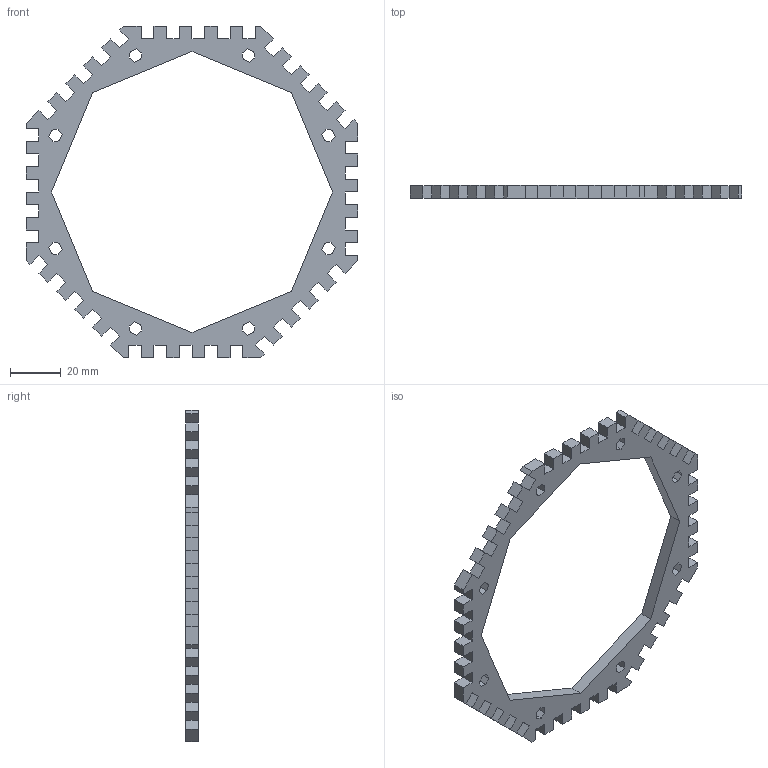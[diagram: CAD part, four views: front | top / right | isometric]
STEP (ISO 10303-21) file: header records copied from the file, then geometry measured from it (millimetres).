
FILE_DESCRIPTION (( 'STEP AP214' ), '1' );
FILE_NAME ('Top Octagonal Wall 10-6.STEP', '2016-10-06T17:03:24', ( '' ), ( '' ), 'SwSTEP 2.0', 'SolidWorks 2015', '' );
FILE_SCHEMA (( 'AUTOMOTIVE_DESIGN' ));
Length unit declared in the file: millimetre
Products named in the file (1): Top Octagonal Wall 10-6
Bounding box: 130.71 x 5 x 130.71 mm (x, y, z)
Volume: 21718.8 mm3; surface area: 15177.9 mm2
Topology: 1 solids, 1 shells, 226 faces, 672 edges, 448 vertices
Faces by surface type: plane 226
Entity records: 7486 total; most frequent: CARTESIAN_POINT 1347, ORIENTED_EDGE 1344, DIRECTION 1126, EDGE_CURVE 672, VECTOR 672, LINE 672, VERTEX_POINT 448, EDGE_LOOP 244
